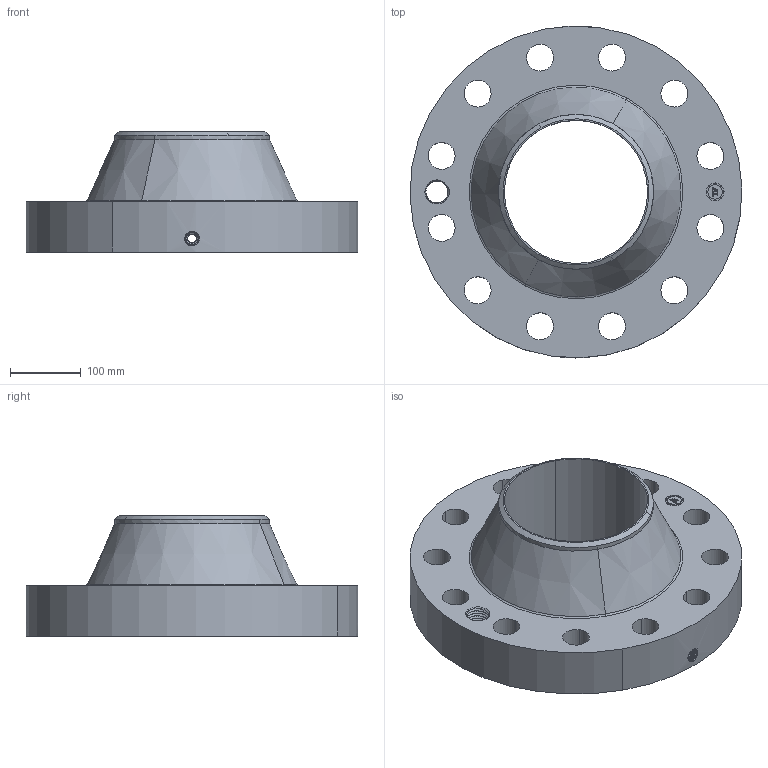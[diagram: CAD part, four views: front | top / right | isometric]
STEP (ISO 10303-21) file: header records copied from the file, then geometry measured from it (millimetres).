
FILE_DESCRIPTION(('3D STEP'),'2;1');
FILE_NAME('8-900-RTJ-WELD-NECK-STD-ORIF-FLANGE.stp','2013-11-03T01:16:15+00:00',('Texas Flange'),(''),'CATIA Version 5 Release 20 SP 6 (IN-10)','CATIA V5 STEP AP214','800-826-3801');
FILE_SCHEMA(('AUTOMOTIVE_DESIGN { 1 0 10303 214 1 1 1 1 }'));
Length unit declared in the file: inch
Products named in the file (1): 8-900-RTJ-WELD-NECK-STD-ORIF-FLANGE
Bounding box: 469.77 x 469.9 x 169.98 mm (x, y, z)
Volume: 10815818.1 mm3; surface area: 652119.2 mm2
Topology: 1 solids, 1 shells, 796 faces, 2158 edges, 1384 vertices
Faces by surface type: plane 370, bspline 260, cylinder 103, cone 53, torus 6, revolution 4
Entity records: 33760 total; most frequent: CARTESIAN_POINT 14074, ORIENTED_EDGE 4316, EDGE_CURVE 2158, DIRECTION 2123, VERTEX_POINT 1384, VECTOR 1195, LINE 1195, EDGE_LOOP 848
